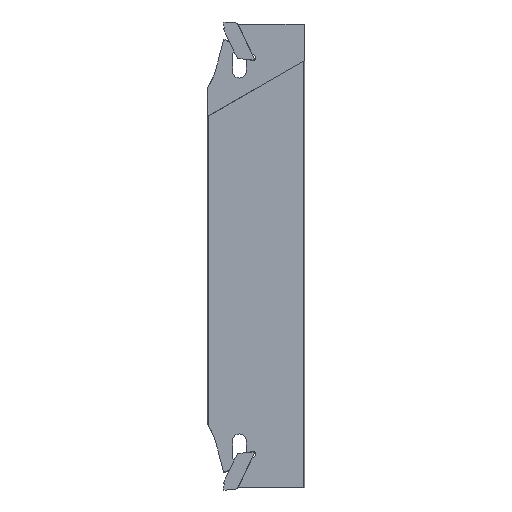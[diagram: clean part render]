
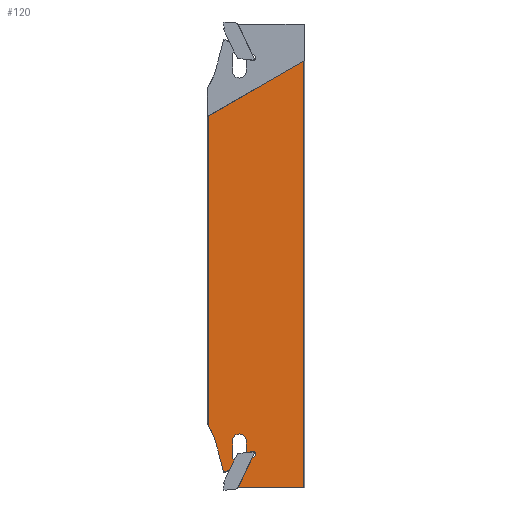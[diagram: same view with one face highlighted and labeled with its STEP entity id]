
A CAD part, left-side view. The second image highlights one B-rep face of the part: STEP entity #120.
In plain terms, the highlighted planar face has unit normal (-1, 0, 0).
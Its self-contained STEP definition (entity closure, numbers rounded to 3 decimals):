
#94=CIRCLE('',#2113,0.2);
#95=CIRCLE('',#2114,0.8);
#96=CIRCLE('',#2115,20.);
#97=CIRCLE('',#2116,1.79);
#98=CIRCLE('',#2117,0.4);
#99=CIRCLE('',#2118,1.78);
#120=ADVANCED_FACE('',(#308),#226,.T.);
#226=PLANE('',#2119);
#308=FACE_OUTER_BOUND('',#414,.T.);
#414=EDGE_LOOP('',(#582,#583,#584,#585,#586,#587,#588,#589,#590,#591,#592,
#593,#594,#595,#596,#597,#598,#599,#600,#601));
#582=ORIENTED_EDGE('',*,*,#1343,.T.);
#583=ORIENTED_EDGE('',*,*,#1344,.T.);
#584=ORIENTED_EDGE('',*,*,#1345,.T.);
#585=ORIENTED_EDGE('',*,*,#1346,.T.);
#586=ORIENTED_EDGE('',*,*,#1347,.F.);
#587=ORIENTED_EDGE('',*,*,#1348,.T.);
#588=ORIENTED_EDGE('',*,*,#1349,.T.);
#589=ORIENTED_EDGE('',*,*,#1350,.F.);
#590=ORIENTED_EDGE('',*,*,#1351,.F.);
#591=ORIENTED_EDGE('',*,*,#1352,.F.);
#592=ORIENTED_EDGE('',*,*,#1298,.T.);
#593=ORIENTED_EDGE('',*,*,#1353,.T.);
#594=ORIENTED_EDGE('',*,*,#1354,.T.);
#595=ORIENTED_EDGE('',*,*,#1355,.T.);
#596=ORIENTED_EDGE('',*,*,#1356,.T.);
#597=ORIENTED_EDGE('',*,*,#1357,.T.);
#598=ORIENTED_EDGE('',*,*,#1358,.T.);
#599=ORIENTED_EDGE('',*,*,#1359,.T.);
#600=ORIENTED_EDGE('',*,*,#1360,.T.);
#601=ORIENTED_EDGE('',*,*,#1361,.T.);
#1110=VERTEX_POINT('',#2812);
#1111=VERTEX_POINT('',#2814);
#1152=VERTEX_POINT('',#2904);
#1153=VERTEX_POINT('',#2905);
#1154=VERTEX_POINT('',#2907);
#1155=VERTEX_POINT('',#2909);
#1156=VERTEX_POINT('',#2911);
#1157=VERTEX_POINT('',#2913);
#1158=VERTEX_POINT('',#2915);
#1159=VERTEX_POINT('',#2917);
#1160=VERTEX_POINT('',#2919);
#1161=VERTEX_POINT('',#2921);
#1162=VERTEX_POINT('',#2924);
#1163=VERTEX_POINT('',#2926);
#1164=VERTEX_POINT('',#2928);
#1165=VERTEX_POINT('',#2930);
#1166=VERTEX_POINT('',#2932);
#1167=VERTEX_POINT('',#2934);
#1168=VERTEX_POINT('',#2936);
#1169=VERTEX_POINT('',#2938);
#1298=EDGE_CURVE('',#1111,#1110,#1584,.T.);
#1343=EDGE_CURVE('',#1152,#1153,#1615,.T.);
#1344=EDGE_CURVE('',#1153,#1154,#94,.T.);
#1345=EDGE_CURVE('',#1154,#1155,#1616,.T.);
#1346=EDGE_CURVE('',#1155,#1156,#95,.T.);
#1347=EDGE_CURVE('',#1157,#1156,#1617,.T.);
#1348=EDGE_CURVE('',#1157,#1158,#1618,.T.);
#1349=EDGE_CURVE('',#1158,#1159,#1619,.T.);
#1350=EDGE_CURVE('',#1160,#1159,#1620,.T.);
#1351=EDGE_CURVE('',#1161,#1160,#1621,.T.);
#1352=EDGE_CURVE('',#1111,#1161,#1622,.T.);
#1353=EDGE_CURVE('',#1110,#1162,#96,.T.);
#1354=EDGE_CURVE('',#1162,#1163,#1623,.T.);
#1355=EDGE_CURVE('',#1163,#1164,#1624,.T.);
#1356=EDGE_CURVE('',#1164,#1165,#97,.T.);
#1357=EDGE_CURVE('',#1165,#1166,#1625,.T.);
#1358=EDGE_CURVE('',#1166,#1167,#1626,.T.);
#1359=EDGE_CURVE('',#1167,#1168,#98,.T.);
#1360=EDGE_CURVE('',#1168,#1169,#1627,.T.);
#1361=EDGE_CURVE('',#1169,#1152,#99,.T.);
#1584=LINE('',#2813,#1822);
#1615=LINE('',#2903,#1853);
#1616=LINE('',#2908,#1854);
#1617=LINE('',#2912,#1855);
#1618=LINE('',#2914,#1856);
#1619=LINE('',#2916,#1857);
#1620=LINE('',#2918,#1858);
#1621=LINE('',#2920,#1859);
#1622=LINE('',#2922,#1860);
#1623=LINE('',#2925,#1861);
#1624=LINE('',#2927,#1862);
#1625=LINE('',#2931,#1863);
#1626=LINE('',#2933,#1864);
#1627=LINE('',#2937,#1865);
#1822=VECTOR('',#2261,1.);
#1853=VECTOR('',#2328,1.);
#1854=VECTOR('',#2331,1.);
#1855=VECTOR('',#2334,1.);
#1856=VECTOR('',#2335,1.);
#1857=VECTOR('',#2336,1.);
#1858=VECTOR('',#2337,1.);
#1859=VECTOR('',#2338,1.);
#1860=VECTOR('',#2339,1.);
#1861=VECTOR('',#2342,1.);
#1862=VECTOR('',#2343,1.);
#1863=VECTOR('',#2346,1.);
#1864=VECTOR('',#2347,1.);
#1865=VECTOR('',#2350,1.);
#2113=AXIS2_PLACEMENT_3D('',#2906,#2329,#2330);
#2114=AXIS2_PLACEMENT_3D('',#2910,#2332,#2333);
#2115=AXIS2_PLACEMENT_3D('',#2923,#2340,#2341);
#2116=AXIS2_PLACEMENT_3D('',#2929,#2344,#2345);
#2117=AXIS2_PLACEMENT_3D('',#2935,#2348,#2349);
#2118=AXIS2_PLACEMENT_3D('',#2939,#2351,#2352);
#2119=AXIS2_PLACEMENT_3D('',#2940,#2353,#2354);
#2261=DIRECTION('',(0.,0.,-1.));
#2328=DIRECTION('',(0.,0.,-1.));
#2329=DIRECTION('',(-1.,0.,0.));
#2330=DIRECTION('',(0.,-1.,0.));
#2331=DIRECTION('',(0.,-0.995,0.105));
#2332=DIRECTION('',(1.,0.,0.));
#2333=DIRECTION('',(0.,-1.,0.));
#2334=DIRECTION('',(0.,-1.,0.));
#2335=DIRECTION('',(0.,0.423,-0.906));
#2336=DIRECTION('',(0.,-0.707,-0.707));
#2337=DIRECTION('',(0.,1.,0.));
#2338=DIRECTION('',(0.,0.,-1.));
#2339=DIRECTION('',(0.,-0.866,0.5));
#2340=DIRECTION('',(1.,0.,0.));
#2341=DIRECTION('',(0.,-1.,0.));
#2342=DIRECTION('',(0.,-0.259,-0.966));
#2343=DIRECTION('',(0.,-0.934,0.358));
#2344=DIRECTION('',(-1.,0.,0.));
#2345=DIRECTION('',(0.,-1.,0.));
#2346=DIRECTION('',(0.,-0.407,0.914));
#2347=DIRECTION('',(0.,0.407,0.914));
#2348=DIRECTION('',(1.,0.,0.));
#2349=DIRECTION('',(0.,-1.,0.));
#2350=DIRECTION('',(0.,0.,1.));
#2351=DIRECTION('',(1.,0.,0.));
#2352=DIRECTION('',(0.,-1.,0.));
#2353=DIRECTION('',(-1.,0.,0.));
#2354=DIRECTION('',(0.,1.,0.));
#2812=CARTESIAN_POINT('',(-2.4,25.26,-43.781));
#2813=CARTESIAN_POINT('',(-2.4,25.26,60.));
#2814=CARTESIAN_POINT('',(-2.4,25.26,36.186));
#2903=CARTESIAN_POINT('',(-2.4,15.465,60.));
#2904=CARTESIAN_POINT('',(-2.4,15.465,-47.8));
#2905=CARTESIAN_POINT('',(-2.4,15.465,-50.628));
#2906=CARTESIAN_POINT('',(-2.4,15.265,-50.628));
#2907=CARTESIAN_POINT('',(-2.4,15.244,-50.827));
#2908=CARTESIAN_POINT('',(-2.4,-10.719,-48.098));
#2909=CARTESIAN_POINT('',(-2.4,14.427,-50.741));
#2910=CARTESIAN_POINT('',(-2.4,13.838,-51.283));
#2911=CARTESIAN_POINT('',(-2.4,13.838,-52.083));
#2912=CARTESIAN_POINT('',(-2.4,0.643,-52.083));
#2913=CARTESIAN_POINT('',(-2.4,13.88,-52.083));
#2914=CARTESIAN_POINT('',(-2.4,17.998,-60.915));
#2915=CARTESIAN_POINT('',(-2.4,17.542,-59.937));
#2916=CARTESIAN_POINT('',(-2.4,69.061,-8.418));
#2917=CARTESIAN_POINT('',(-2.4,17.479,-60.));
#2918=CARTESIAN_POINT('',(-2.4,0.643,-60.));
#2919=CARTESIAN_POINT('',(-2.4,0.643,-60.));
#2920=CARTESIAN_POINT('',(-2.4,0.643,60.));
#2921=CARTESIAN_POINT('',(-2.4,0.643,50.398));
#2922=CARTESIAN_POINT('',(-2.4,25.582,36.));
#2923=CARTESIAN_POINT('',(-2.4,42.569,-53.8));
#2924=CARTESIAN_POINT('',(-2.4,23.251,-48.624));
#2925=CARTESIAN_POINT('',(-2.4,48.892,47.072));
#2926=CARTESIAN_POINT('',(-2.4,21.302,-55.896));
#2927=CARTESIAN_POINT('',(-2.4,-35.478,-34.1));
#2928=CARTESIAN_POINT('',(-2.4,20.354,-55.532));
#2929=CARTESIAN_POINT('',(-2.4,20.995,-53.86));
#2930=CARTESIAN_POINT('',(-2.4,19.36,-54.588));
#2931=CARTESIAN_POINT('',(-2.4,-26.314,47.998));
#2932=CARTESIAN_POINT('',(-2.4,18.67,-53.039));
#2933=CARTESIAN_POINT('',(-2.4,57.69,34.601));
#2934=CARTESIAN_POINT('',(-2.4,18.99,-52.321));
#2935=CARTESIAN_POINT('',(-2.4,18.625,-52.158));
#2936=CARTESIAN_POINT('',(-2.4,19.025,-52.158));
#2937=CARTESIAN_POINT('',(-2.4,19.025,60.));
#2938=CARTESIAN_POINT('',(-2.4,19.025,-47.8));
#2939=CARTESIAN_POINT('',(-2.4,17.245,-47.8));
#2940=CARTESIAN_POINT('',(-2.4,0.643,60.));
